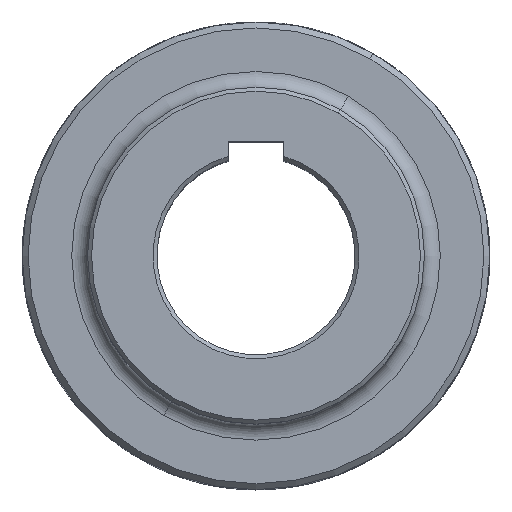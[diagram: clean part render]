
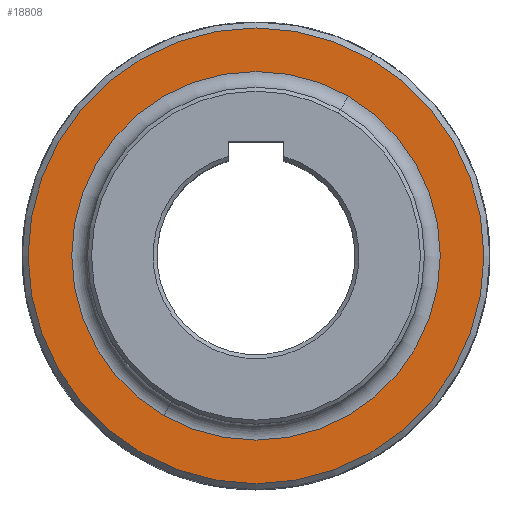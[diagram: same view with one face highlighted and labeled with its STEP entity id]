
A CAD part, top view. The second image highlights one B-rep face of the part: STEP entity #18808.
In plain terms, the highlighted planar face has unit normal (0, 0, 1).
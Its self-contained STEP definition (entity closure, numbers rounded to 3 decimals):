
#5831=CARTESIAN_POINT('',(0.,0.,25.));
#5832=DIRECTION('',(0.,0.,1.));
#5833=DIRECTION('',(0.5,0.866,0.));
#5834=AXIS2_PLACEMENT_3D('',#5831,#5832,#5833);
#5836=CARTESIAN_POINT('',(0.,0.,25.));
#5837=DIRECTION('',(0.,0.,-1.));
#5838=DIRECTION('',(0.5,0.866,0.));
#5839=AXIS2_PLACEMENT_3D('',#5836,#5837,#5838);
#5851=CARTESIAN_POINT('',(0.,0.,25.));
#5852=DIRECTION('',(0.,0.,-1.));
#5853=DIRECTION('',(-0.5,-0.866,0.));
#5854=AXIS2_PLACEMENT_3D('',#5851,#5852,#5853);
#5871=CARTESIAN_POINT('',(0.,0.,25.));
#5872=DIRECTION('',(0.,0.,1.));
#5873=DIRECTION('',(-0.5,-0.866,0.));
#5874=AXIS2_PLACEMENT_3D('',#5871,#5872,#5873);
#8637=CARTESIAN_POINT('',(-23.25,-40.27,25.));
#8638=VERTEX_POINT('',#8637);
#8639=CARTESIAN_POINT('',(23.25,40.27,25.));
#8640=VERTEX_POINT('',#8639);
#8645=CARTESIAN_POINT('',(-28.75,-49.796,25.));
#8646=VERTEX_POINT('',#8645);
#8647=CARTESIAN_POINT('',(28.75,49.796,25.));
#8648=VERTEX_POINT('',#8647);
#18793=CARTESIAN_POINT('',(0.,0.,25.));
#18794=DIRECTION('',(0.,0.,-1.));
#18795=DIRECTION('',(0.,-1.,0.));
#18796=AXIS2_PLACEMENT_3D('',#18793,#18794,#18795);
#18797=PLANE('',#18796);
#18798=ORIENTED_EDGE('',*,*,#18775,.F.);
#18799=ORIENTED_EDGE('',*,*,#18786,.T.);
#18800=EDGE_LOOP('',(#18798,#18799));
#18801=FACE_OUTER_BOUND('',#18800,.F.);
#18803=ORIENTED_EDGE('',*,*,#18802,.F.);
#18805=ORIENTED_EDGE('',*,*,#18804,.T.);
#18806=EDGE_LOOP('',(#18803,#18805));
#18807=FACE_BOUND('',#18806,.F.);
#18808=ADVANCED_FACE('',(#18801,#18807),#18797,.F.);
#5835=CIRCLE('',#5834,57.5);
#5840=CIRCLE('',#5839,57.5);
#5855=CIRCLE('',#5854,46.5);
#5875=CIRCLE('',#5874,46.5);
#18775=EDGE_CURVE('',#8648,#8646,#5835,.T.);
#18786=EDGE_CURVE('',#8648,#8646,#5840,.T.);
#18802=EDGE_CURVE('',#8638,#8640,#5855,.T.);
#18804=EDGE_CURVE('',#8638,#8640,#5875,.T.);
